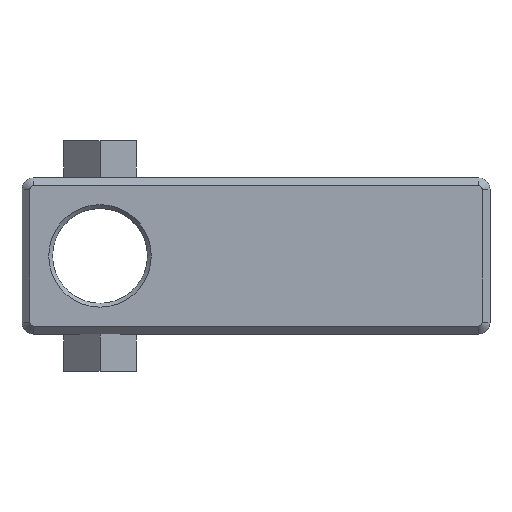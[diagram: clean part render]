
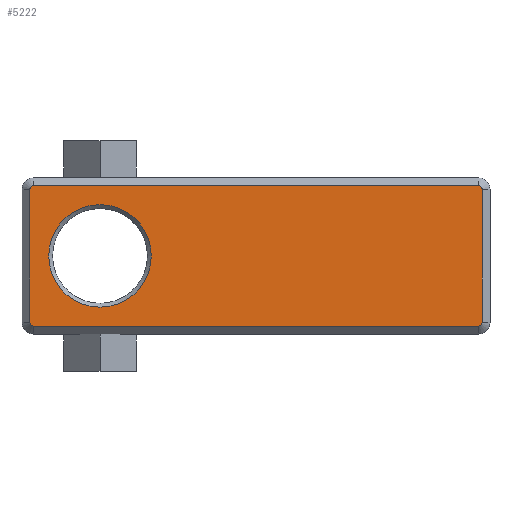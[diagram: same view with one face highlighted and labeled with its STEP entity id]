
A CAD part, top view. The second image highlights one B-rep face of the part: STEP entity #5222.
In plain terms, the highlighted planar face has unit normal (0, 0, 1).
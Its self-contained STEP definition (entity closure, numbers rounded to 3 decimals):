
#36=CIRCLE('',#5381,6.575);
#38=CIRCLE('',#5384,0.5);
#39=CIRCLE('',#5385,0.5);
#40=CIRCLE('',#5386,0.5);
#41=CIRCLE('',#5387,0.5);
#68=FACE_BOUND('',#730,.T.);
#167=PLANE('',#5383);
#433=FACE_OUTER_BOUND('',#729,.T.);
#729=EDGE_LOOP('',(#4650,#4651,#4652,#4653,#4654,#4655,#4656,#4657));
#730=EDGE_LOOP('',(#4658));
#1176=LINE('',#10046,#1648);
#1177=LINE('',#10050,#1649);
#1178=LINE('',#10054,#1650);
#1179=LINE('',#10058,#1651);
#1648=VECTOR('',#6060,10.);
#1649=VECTOR('',#6063,10.);
#1650=VECTOR('',#6066,10.);
#1651=VECTOR('',#6069,10.);
#2465=VERTEX_POINT('',#10038);
#2467=VERTEX_POINT('',#10044);
#2468=VERTEX_POINT('',#10045);
#2469=VERTEX_POINT('',#10047);
#2470=VERTEX_POINT('',#10049);
#2471=VERTEX_POINT('',#10051);
#2472=VERTEX_POINT('',#10053);
#2473=VERTEX_POINT('',#10055);
#2474=VERTEX_POINT('',#10057);
#3202=EDGE_CURVE('',#2465,#2465,#36,.T.);
#3205=EDGE_CURVE('',#2467,#2468,#1176,.T.);
#3206=EDGE_CURVE('',#2469,#2467,#38,.T.);
#3207=EDGE_CURVE('',#2470,#2469,#1177,.T.);
#3208=EDGE_CURVE('',#2471,#2470,#39,.T.);
#3209=EDGE_CURVE('',#2472,#2471,#1178,.T.);
#3210=EDGE_CURVE('',#2473,#2472,#40,.T.);
#3211=EDGE_CURVE('',#2474,#2473,#1179,.T.);
#3212=EDGE_CURVE('',#2468,#2474,#41,.T.);
#4650=ORIENTED_EDGE('',*,*,#3205,.F.);
#4651=ORIENTED_EDGE('',*,*,#3206,.F.);
#4652=ORIENTED_EDGE('',*,*,#3207,.F.);
#4653=ORIENTED_EDGE('',*,*,#3208,.F.);
#4654=ORIENTED_EDGE('',*,*,#3209,.F.);
#4655=ORIENTED_EDGE('',*,*,#3210,.F.);
#4656=ORIENTED_EDGE('',*,*,#3211,.F.);
#4657=ORIENTED_EDGE('',*,*,#3212,.F.);
#4658=ORIENTED_EDGE('',*,*,#3202,.F.);
#5222=ADVANCED_FACE('',(#433,#68),#167,.T.);
#5381=AXIS2_PLACEMENT_3D('',#10039,#6053,#6054);
#5383=AXIS2_PLACEMENT_3D('',#10043,#6058,#6059);
#5384=AXIS2_PLACEMENT_3D('',#10048,#6061,#6062);
#5385=AXIS2_PLACEMENT_3D('',#10052,#6064,#6065);
#5386=AXIS2_PLACEMENT_3D('',#10056,#6067,#6068);
#5387=AXIS2_PLACEMENT_3D('',#10059,#6070,#6071);
#6053=DIRECTION('center_axis',(0.,0.,1.));
#6054=DIRECTION('ref_axis',(-1.,0.,0.));
#6058=DIRECTION('center_axis',(0.,0.,1.));
#6059=DIRECTION('ref_axis',(1.,0.,0.));
#6060=DIRECTION('',(-1.,0.,0.));
#6061=DIRECTION('center_axis',(0.,0.,-1.));
#6062=DIRECTION('ref_axis',(0.707,-0.707,0.));
#6063=DIRECTION('',(0.,-1.,0.));
#6064=DIRECTION('center_axis',(0.,0.,-1.));
#6065=DIRECTION('ref_axis',(0.707,0.707,0.));
#6066=DIRECTION('',(1.,0.,0.));
#6067=DIRECTION('center_axis',(0.,0.,-1.));
#6068=DIRECTION('ref_axis',(-0.707,0.707,0.));
#6069=DIRECTION('',(0.,1.,0.));
#6070=DIRECTION('center_axis',(0.,0.,-1.));
#6071=DIRECTION('ref_axis',(-0.707,-0.707,0.));
#10038=CARTESIAN_POINT('',(-173.94,14.452,-10.));
#10039=CARTESIAN_POINT('Origin',(-180.515,14.452,-10.));
#10043=CARTESIAN_POINT('Origin',(-180.515,14.452,-10.));
#10044=CARTESIAN_POINT('',(-132.015,5.452,-10.));
#10045=CARTESIAN_POINT('',(-189.015,5.452,-10.));
#10046=CARTESIAN_POINT('',(-185.515,5.452,-10.));
#10047=CARTESIAN_POINT('',(-131.515,5.952,-10.));
#10048=CARTESIAN_POINT('Origin',(-132.015,5.952,-10.));
#10049=CARTESIAN_POINT('',(-131.515,22.952,-10.));
#10050=CARTESIAN_POINT('',(-131.515,9.452,-10.));
#10051=CARTESIAN_POINT('',(-132.015,23.452,-10.));
#10052=CARTESIAN_POINT('Origin',(-132.015,22.952,-10.));
#10053=CARTESIAN_POINT('',(-189.015,23.452,-10.));
#10054=CARTESIAN_POINT('',(-175.515,23.452,-10.));
#10055=CARTESIAN_POINT('',(-189.515,22.952,-10.));
#10056=CARTESIAN_POINT('Origin',(-189.015,22.952,-10.));
#10057=CARTESIAN_POINT('',(-189.515,5.952,-10.));
#10058=CARTESIAN_POINT('',(-189.515,19.452,-10.));
#10059=CARTESIAN_POINT('Origin',(-189.015,5.952,-10.));
